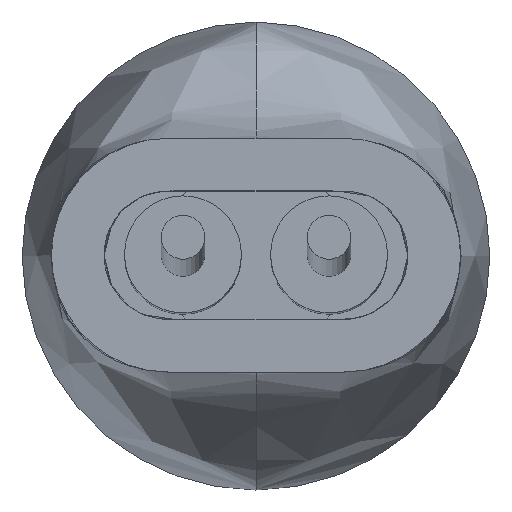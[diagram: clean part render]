
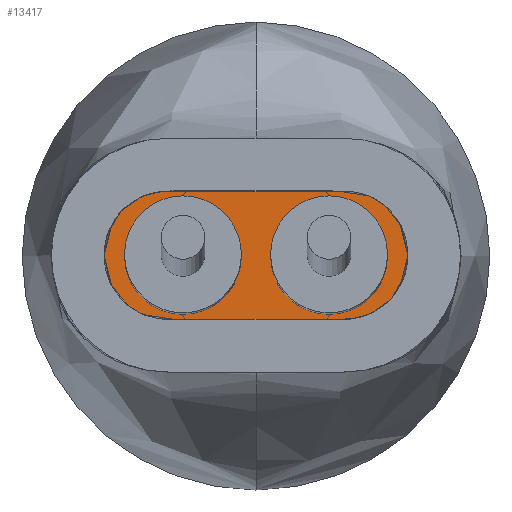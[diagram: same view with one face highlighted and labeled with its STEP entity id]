
A CAD part, top view. The second image highlights one B-rep face of the part: STEP entity #13417.
In plain terms, the highlighted planar face has unit normal (0, 0, 1).
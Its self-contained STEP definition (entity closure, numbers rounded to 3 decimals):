
#513 = DIRECTION ( 'NONE',  ( 0., 0., 1. ) ) ;
#2109 = VERTEX_POINT ( 'NONE', #12092 ) ;
#3576 = AXIS2_PLACEMENT_3D ( 'NONE', #3804, #15005, #5423 ) ;
#3755 = AXIS2_PLACEMENT_3D ( 'NONE', #10129, #513, #11737 ) ;
#3804 = CARTESIAN_POINT ( 'NONE',  ( 0., 0., 103. ) ) ;
#3828 = VERTEX_POINT ( 'NONE', #6975 ) ;
#4253 = ORIENTED_EDGE ( 'NONE', *, *, #8071, .T. ) ;
#5423 = DIRECTION ( 'NONE',  ( 1., 0., 0. ) ) ;
#5502 = CIRCLE ( 'NONE', #3576, 5.5 ) ;
#6975 = CARTESIAN_POINT ( 'NONE',  ( 5.5, 0., 103. ) ) ;
#7187 = DIRECTION ( 'NONE',  ( 1., 0., 0. ) ) ;
#7738 = EDGE_LOOP ( 'NONE', ( #16537, #4253 ) ) ;
#7792 = EDGE_CURVE ( 'NONE', #2109, #3828, #10280, .T. ) ;
#8071 = EDGE_CURVE ( 'NONE', #3828, #2109, #5502, .T. ) ;
#10129 = CARTESIAN_POINT ( 'NONE',  ( 0., 0., 103. ) ) ;
#10280 = CIRCLE ( 'NONE', #3755, 5.5 ) ;
#10352 = CARTESIAN_POINT ( 'NONE',  ( 0., 0., 103. ) ) ;
#11737 = DIRECTION ( 'NONE',  ( 1., 0., 0. ) ) ;
#11950 = PLANE ( 'NONE',  #14164 ) ;
#12092 = CARTESIAN_POINT ( 'NONE',  ( -5.5, 0., 103. ) ) ;
#13417 = ADVANCED_FACE ( 'NONE', ( #20033 ), #11950, .T. ) ;
#14164 = AXIS2_PLACEMENT_3D ( 'NONE', #10352, #16757, #7187 ) ;
#15005 = DIRECTION ( 'NONE',  ( 0., 0., 1. ) ) ;
#16537 = ORIENTED_EDGE ( 'NONE', *, *, #7792, .T. ) ;
#16757 = DIRECTION ( 'NONE',  ( 0., 0., 1. ) ) ;
#20033 = FACE_OUTER_BOUND ( 'NONE', #7738, .T. ) ;
